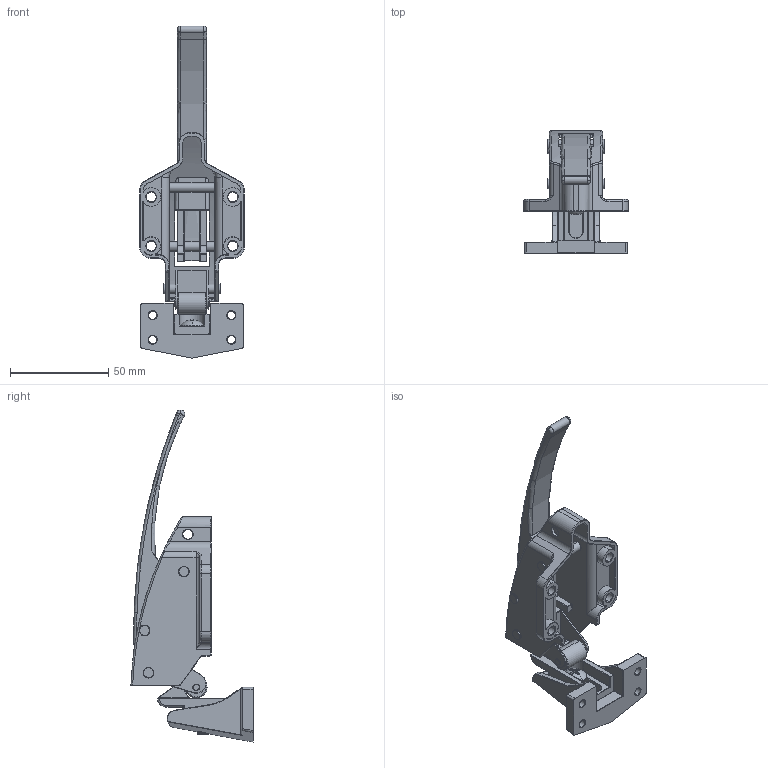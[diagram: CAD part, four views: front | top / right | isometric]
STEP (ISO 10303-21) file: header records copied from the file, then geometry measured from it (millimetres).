
FILE_DESCRIPTION (( 'STEP AP214' ), '1' );
FILE_NAME ('AIR-711.STEP', '2018-09-18T08:00:24', ( '' ), ( '' ), 'SwSTEP 2.0', 'SolidWorks 2010', '' );
FILE_SCHEMA (( 'AUTOMOTIVE_DESIGN' ));
Length unit declared in the file: millimetre
Products named in the file (11): 固定扣-2; 滾輪座; 手柄; 主體基座; AIR-711; 滾輪; 插銷(細); 插銷(粗); M6X12雨傘頭螺絲; 固定扣-1; AIR-711 固定扣
Assembly tree (12 placements, depth 3):
  AIR-711
    插銷(粗)  x3
    插銷(細)
    滾輪
    滾輪座
    AIR-711 固定扣
      固定扣-2
      固定扣-1
      M6X12雨傘頭螺絲
    手柄
    主體基座
Bounding box: 53.2 x 62.23 x 169.11 mm (x, y, z)
Volume: 49238.9 mm3; surface area: 38451 mm2
Topology: 11 solids, 11 shells, 1049 faces, 2463 edges, 1383 vertices
Faces by surface type: cylinder 408, torus 335, plane 138, bspline 106, sphere 34, cone 28
Entity records: 39963 total; most frequent: CARTESIAN_POINT 16870, DIRECTION 5078, ORIENTED_EDGE 4670, EDGE_CURVE 2335, AXIS2_PLACEMENT_3D 2180, VERTEX_POINT 1341, CIRCLE 1261, EDGE_LOOP 1056
